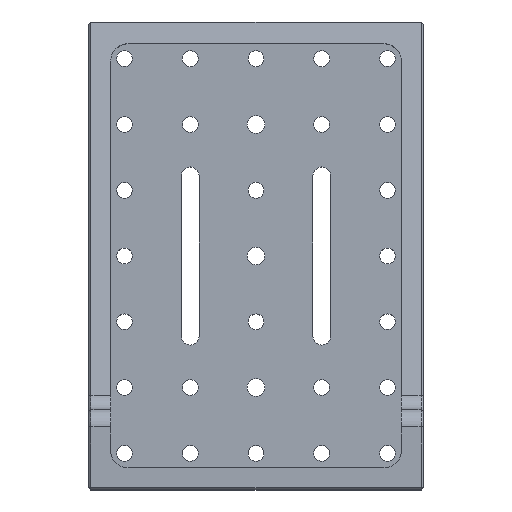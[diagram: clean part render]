
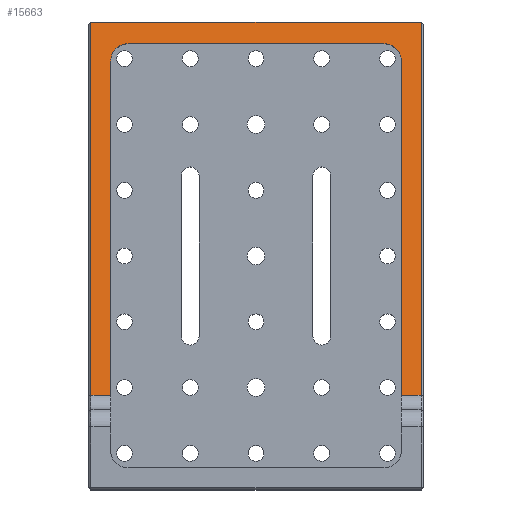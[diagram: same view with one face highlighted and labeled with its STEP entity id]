
A CAD part, top view. The second image highlights one B-rep face of the part: STEP entity #15663.
In plain terms, the highlighted planar face has unit normal (0, 0.174, 0.985).
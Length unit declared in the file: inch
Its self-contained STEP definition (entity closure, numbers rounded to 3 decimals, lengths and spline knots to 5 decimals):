
#93 = EDGE_CURVE ( 'NONE', #21031, #1101, #3779, .T. ) ;
#1101 = VERTEX_POINT ( 'NONE', #9551 ) ;
#1250 = EDGE_LOOP ( 'NONE', ( #21494, #9521, #14784, #19643, #8031, #4217, #20185, #6440, #17852, #14587 ) ) ;
#1783 = AXIS2_PLACEMENT_3D ( 'NONE', #4786, #6561, #19173 ) ;
#1788 = CARTESIAN_POINT ( 'NONE',  ( 2.175, 2.915, -0.39685 ) ) ;
#2161 = CARTESIAN_POINT ( 'NONE',  ( -2.0673, 3.175, -0.44269 ) ) ;
#2501 = CARTESIAN_POINT ( 'NONE',  ( 2.47, 3.5, -0.5 ) ) ;
#2596 = FACE_OUTER_BOUND ( 'NONE', #1250, .T. ) ;
#3182 = VERTEX_POINT ( 'NONE', #16560 ) ;
#3251 = DIRECTION ( 'NONE',  ( 0., -0.985, 0.174 ) ) ;
#3578 = CARTESIAN_POINT ( 'NONE',  ( 2.0673, 3.175, -0.44269 ) ) ;
#3741 = EDGE_CURVE ( 'NONE', #22508, #14006, #4343, .T. ) ;
#3779 = LINE ( 'NONE', #10447, #8571 ) ;
#4064 = CARTESIAN_POINT ( 'NONE',  ( -1.915, 3.175, -0.44269 ) ) ;
#4156 = CARTESIAN_POINT ( 'NONE',  ( -2.5, -2.08515, 0.48481 ) ) ;
#4217 = ORIENTED_EDGE ( 'NONE', *, *, #93, .T. ) ;
#4343 = LINE ( 'NONE', #5547, #13838 ) ;
#4786 = CARTESIAN_POINT ( 'NONE',  ( -2.5, 0.02003, 0.11361 ) ) ;
#5018 = VECTOR ( 'NONE', #17766, 39.37008 ) ;
#5135 = EDGE_CURVE ( 'NONE', #15095, #23162, #8736, .T. ) ;
#5287 = CARTESIAN_POINT ( 'NONE',  ( 2.175, 1.62703, -0.16974 ) ) ;
#5478 =( BOUNDED_CURVE ( )  B_SPLINE_CURVE ( 3, ( #1788, #12489, #3578, #16127 ),
 .UNSPECIFIED., .F., .F. ) 
 B_SPLINE_CURVE_WITH_KNOTS ( ( 4, 4 ),
 ( 1.5708, 3.14159 ),
 .UNSPECIFIED. ) 
 CURVE ( )  GEOMETRIC_REPRESENTATION_ITEM ( )  RATIONAL_B_SPLINE_CURVE ( ( 1., 0.805, 0.805, 1. ) ) 
 REPRESENTATION_ITEM ( '' )  );
#5486 = CARTESIAN_POINT ( 'NONE',  ( -2.175, -2.08515, 0.48481 ) ) ;
#5547 = CARTESIAN_POINT ( 'NONE',  ( 2.47, 0.02003, 0.11361 ) ) ;
#5742 = CARTESIAN_POINT ( 'NONE',  ( -2.47, -2.08515, 0.48481 ) ) ;
#5862 = CARTESIAN_POINT ( 'NONE',  ( -2.175, 3.0673, -0.4237 ) ) ;
#6035 = CARTESIAN_POINT ( 'NONE',  ( -2.47, 3.5, -0.5 ) ) ;
#6157 = EDGE_CURVE ( 'NONE', #21491, #3182, #19373, .T. ) ;
#6440 = ORIENTED_EDGE ( 'NONE', *, *, #5135, .F. ) ;
#6561 = DIRECTION ( 'NONE',  ( 0., -0.174, -0.985 ) ) ;
#6651 = CARTESIAN_POINT ( 'NONE',  ( -2.5, 3.5, -0.5 ) ) ;
#7265 = DIRECTION ( 'NONE',  ( 0., 0.985, -0.174 ) ) ;
#7446 = LINE ( 'NONE', #6651, #12198 ) ;
#7681 = DIRECTION ( 'NONE',  ( 0., 0.985, -0.174 ) ) ;
#8031 = ORIENTED_EDGE ( 'NONE', *, *, #22755, .T. ) ;
#8571 = VECTOR ( 'NONE', #7681, 39.37008 ) ;
#8615 = VERTEX_POINT ( 'NONE', #5742 ) ;
#8729 = VECTOR ( 'NONE', #3251, 39.37008 ) ;
#8736 = LINE ( 'NONE', #23052, #13214 ) ;
#8845 = LINE ( 'NONE', #4156, #13568 ) ;
#9313 = VERTEX_POINT ( 'NONE', #6035 ) ;
#9521 = ORIENTED_EDGE ( 'NONE', *, *, #3741, .T. ) ;
#9551 = CARTESIAN_POINT ( 'NONE',  ( -2.175, 2.915, -0.39685 ) ) ;
#9774 = CARTESIAN_POINT ( 'NONE',  ( -1.915, 3.175, -0.44269 ) ) ;
#10265 = CARTESIAN_POINT ( 'NONE',  ( 2.47, -2.08515, 0.48481 ) ) ;
#10447 = CARTESIAN_POINT ( 'NONE',  ( -2.175, 1.62703, -0.16974 ) ) ;
#10670 = VECTOR ( 'NONE', #23060, 39.37008 ) ;
#11701 = EDGE_CURVE ( 'NONE', #3182, #15095, #5478, .T. ) ;
#12198 = VECTOR ( 'NONE', #21052, 39.37008 ) ;
#12489 = CARTESIAN_POINT ( 'NONE',  ( 2.175, 3.0673, -0.4237 ) ) ;
#13194 = EDGE_CURVE ( 'NONE', #9313, #8615, #23086, .T. ) ;
#13214 = VECTOR ( 'NONE', #14114, 39.37008 ) ;
#13568 = VECTOR ( 'NONE', #14882, 39.37008 ) ;
#13838 = VECTOR ( 'NONE', #7265, 39.37008 ) ;
#13895 =( BOUNDED_CURVE ( )  B_SPLINE_CURVE ( 3, ( #4064, #2161, #5862, #18435 ),
 .UNSPECIFIED., .F., .T. ) 
 B_SPLINE_CURVE_WITH_KNOTS ( ( 4, 4 ),
 ( 3.14159, 4.71239 ),
 .UNSPECIFIED. ) 
 CURVE ( )  GEOMETRIC_REPRESENTATION_ITEM ( )  RATIONAL_B_SPLINE_CURVE ( ( 1., 0.805, 0.805, 1. ) ) 
 REPRESENTATION_ITEM ( '' )  );
#14006 = VERTEX_POINT ( 'NONE', #2501 ) ;
#14062 = CARTESIAN_POINT ( 'NONE',  ( -2.47, 0.02003, 0.11361 ) ) ;
#14114 = DIRECTION ( 'NONE',  ( -1., 0., 0. ) ) ;
#14446 = EDGE_CURVE ( 'NONE', #23162, #1101, #13895, .T. ) ;
#14587 = ORIENTED_EDGE ( 'NONE', *, *, #6157, .F. ) ;
#14784 = ORIENTED_EDGE ( 'NONE', *, *, #18548, .F. ) ;
#14882 = DIRECTION ( 'NONE',  ( 1., 0., 0. ) ) ;
#14994 = CARTESIAN_POINT ( 'NONE',  ( 1.915, 3.175, -0.44269 ) ) ;
#15095 = VERTEX_POINT ( 'NONE', #14994 ) ;
#15500 = PLANE ( 'NONE',  #1783 ) ;
#15663 = ADVANCED_FACE ( 'NONE', ( #2596 ), #15500, .F. ) ;
#15945 = CARTESIAN_POINT ( 'NONE',  ( -2.5, -2.08515, 0.48481 ) ) ;
#16127 = CARTESIAN_POINT ( 'NONE',  ( 1.915, 3.175, -0.44269 ) ) ;
#16366 = EDGE_CURVE ( 'NONE', #21491, #22508, #20255, .T. ) ;
#16560 = CARTESIAN_POINT ( 'NONE',  ( 2.175, 2.915, -0.39685 ) ) ;
#17766 = DIRECTION ( 'NONE',  ( 0., 0.985, -0.174 ) ) ;
#17852 = ORIENTED_EDGE ( 'NONE', *, *, #11701, .F. ) ;
#18435 = CARTESIAN_POINT ( 'NONE',  ( -2.175, 2.915, -0.39685 ) ) ;
#18548 = EDGE_CURVE ( 'NONE', #9313, #14006, #7446, .T. ) ;
#19173 = DIRECTION ( 'NONE',  ( 0., 0.985, -0.174 ) ) ;
#19373 = LINE ( 'NONE', #5287, #5018 ) ;
#19643 = ORIENTED_EDGE ( 'NONE', *, *, #13194, .T. ) ;
#20185 = ORIENTED_EDGE ( 'NONE', *, *, #14446, .F. ) ;
#20255 = LINE ( 'NONE', #15945, #10670 ) ;
#21031 = VERTEX_POINT ( 'NONE', #5486 ) ;
#21052 = DIRECTION ( 'NONE',  ( 1., 0., 0. ) ) ;
#21491 = VERTEX_POINT ( 'NONE', #23001 ) ;
#21494 = ORIENTED_EDGE ( 'NONE', *, *, #16366, .T. ) ;
#22508 = VERTEX_POINT ( 'NONE', #10265 ) ;
#22755 = EDGE_CURVE ( 'NONE', #8615, #21031, #8845, .T. ) ;
#23001 = CARTESIAN_POINT ( 'NONE',  ( 2.175, -2.08515, 0.48481 ) ) ;
#23052 = CARTESIAN_POINT ( 'NONE',  ( 0., 3.175, -0.44269 ) ) ;
#23060 = DIRECTION ( 'NONE',  ( 1., 0., 0. ) ) ;
#23086 = LINE ( 'NONE', #14062, #8729 ) ;
#23162 = VERTEX_POINT ( 'NONE', #9774 ) ;
